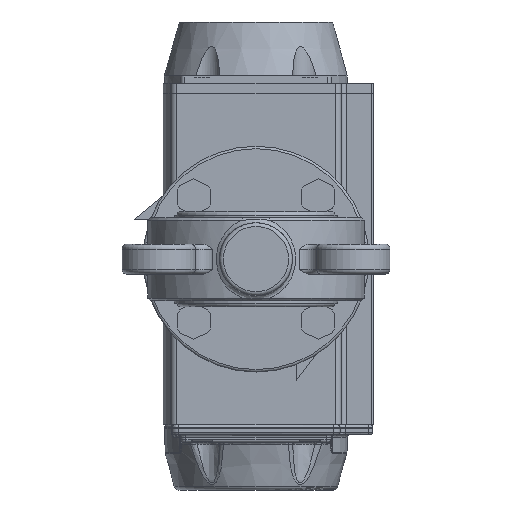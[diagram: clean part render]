
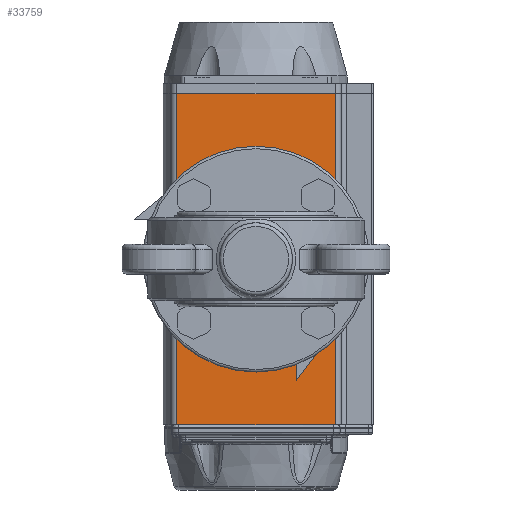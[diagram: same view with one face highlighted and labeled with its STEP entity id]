
A CAD part, front view. The second image highlights one B-rep face of the part: STEP entity #33759.
In plain terms, the highlighted planar face has unit normal (0, -1, 0).
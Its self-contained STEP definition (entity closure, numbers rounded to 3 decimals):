
#869=PLANE('',#39050);
#2938=LINE('',#71302,#4881);
#2940=LINE('',#71309,#4883);
#2952=LINE('',#71361,#4895);
#2953=LINE('',#71367,#4896);
#4881=VECTOR('',#45860,1000.);
#4883=VECTOR('',#45866,1000.);
#4895=VECTOR('',#45912,1000.);
#4896=VECTOR('',#45915,1000.);
#14109=ORIENTED_EDGE('',*,*,#20541,.F.);
#14110=ORIENTED_EDGE('',*,*,#20571,.T.);
#14111=ORIENTED_EDGE('',*,*,#20544,.T.);
#14112=ORIENTED_EDGE('',*,*,#20569,.F.);
#14113=ORIENTED_EDGE('',*,*,#20437,.T.);
#14114=ORIENTED_EDGE('',*,*,#20462,.T.);
#14115=ORIENTED_EDGE('',*,*,#20464,.T.);
#14116=ORIENTED_EDGE('',*,*,#20466,.T.);
#14117=ORIENTED_EDGE('',*,*,#20468,.T.);
#14118=ORIENTED_EDGE('',*,*,#20470,.T.);
#14119=ORIENTED_EDGE('',*,*,#20472,.T.);
#14120=ORIENTED_EDGE('',*,*,#20474,.T.);
#14121=ORIENTED_EDGE('',*,*,#20476,.T.);
#20437=EDGE_CURVE('',#24199,#24199,#26377,.T.);
#20462=EDGE_CURVE('',#24224,#24224,#26402,.T.);
#20464=EDGE_CURVE('',#24226,#24226,#26404,.T.);
#20466=EDGE_CURVE('',#24228,#24228,#26406,.T.);
#20468=EDGE_CURVE('',#24230,#24230,#26408,.T.);
#20470=EDGE_CURVE('',#24232,#24232,#26410,.T.);
#20472=EDGE_CURVE('',#24234,#24234,#26412,.T.);
#20474=EDGE_CURVE('',#24236,#24236,#26414,.T.);
#20476=EDGE_CURVE('',#24238,#24238,#26416,.T.);
#20541=EDGE_CURVE('',#24316,#24291,#2938,.T.);
#20544=EDGE_CURVE('',#24320,#24319,#2940,.T.);
#20569=EDGE_CURVE('',#24291,#24319,#2952,.T.);
#20571=EDGE_CURVE('',#24316,#24320,#2953,.T.);
#24199=VERTEX_POINT('',#71016);
#24224=VERTEX_POINT('',#71079);
#24226=VERTEX_POINT('',#71084);
#24228=VERTEX_POINT('',#71089);
#24230=VERTEX_POINT('',#71094);
#24232=VERTEX_POINT('',#71099);
#24234=VERTEX_POINT('',#71104);
#24236=VERTEX_POINT('',#71109);
#24238=VERTEX_POINT('',#71114);
#24291=VERTEX_POINT('',#71251);
#24316=VERTEX_POINT('',#71301);
#24319=VERTEX_POINT('',#71308);
#24320=VERTEX_POINT('',#71310);
#26377=CIRCLE('',#38879,14.635);
#26402=CIRCLE('',#38917,3.324);
#26404=CIRCLE('',#38920,3.324);
#26406=CIRCLE('',#38923,3.324);
#26408=CIRCLE('',#38926,3.324);
#26410=CIRCLE('',#38929,2.459);
#26412=CIRCLE('',#38932,2.459);
#26414=CIRCLE('',#38935,2.459);
#26416=CIRCLE('',#38938,2.459);
#28665=EDGE_LOOP('',(#14109,#14110,#14111,#14112));
#28666=EDGE_LOOP('',(#14113));
#28667=EDGE_LOOP('',(#14114));
#28668=EDGE_LOOP('',(#14115));
#28669=EDGE_LOOP('',(#14116));
#28670=EDGE_LOOP('',(#14117));
#28671=EDGE_LOOP('',(#14118));
#28672=EDGE_LOOP('',(#14119));
#28673=EDGE_LOOP('',(#14120));
#28674=EDGE_LOOP('',(#14121));
#31276=FACE_BOUND('',#28665,.T.);
#31277=FACE_BOUND('',#28666,.T.);
#31278=FACE_BOUND('',#28667,.T.);
#31279=FACE_BOUND('',#28668,.T.);
#31280=FACE_BOUND('',#28669,.T.);
#31281=FACE_BOUND('',#28670,.T.);
#31282=FACE_BOUND('',#28671,.T.);
#31283=FACE_BOUND('',#28672,.T.);
#31284=FACE_BOUND('',#28673,.T.);
#31285=FACE_BOUND('',#28674,.T.);
#33759=ADVANCED_FACE('',(#31276,#31277,#31278,#31279,#31280,#31281,#31282,
#31283,#31284,#31285),#869,.T.);
#38879=AXIS2_PLACEMENT_3D('',#71015,#45543,#45544);
#38917=AXIS2_PLACEMENT_3D('',#71078,#45619,#45620);
#38920=AXIS2_PLACEMENT_3D('',#71083,#45625,#45626);
#38923=AXIS2_PLACEMENT_3D('',#71088,#45631,#45632);
#38926=AXIS2_PLACEMENT_3D('',#71093,#45637,#45638);
#38929=AXIS2_PLACEMENT_3D('',#71098,#45643,#45644);
#38932=AXIS2_PLACEMENT_3D('',#71103,#45649,#45650);
#38935=AXIS2_PLACEMENT_3D('',#71108,#45655,#45656);
#38938=AXIS2_PLACEMENT_3D('',#71113,#45661,#45662);
#39050=AXIS2_PLACEMENT_3D('',#71366,#45913,#45914);
#45543=DIRECTION('',(0.,1.,0.));
#45544=DIRECTION('',(1.,0.,0.));
#45619=DIRECTION('',(0.,1.,0.));
#45620=DIRECTION('',(1.,0.,0.));
#45625=DIRECTION('',(0.,1.,0.));
#45626=DIRECTION('',(1.,0.,0.));
#45631=DIRECTION('',(0.,1.,0.));
#45632=DIRECTION('',(1.,0.,0.));
#45637=DIRECTION('',(0.,1.,0.));
#45638=DIRECTION('',(1.,0.,0.));
#45643=DIRECTION('',(0.,1.,0.));
#45644=DIRECTION('',(1.,0.,0.));
#45649=DIRECTION('',(0.,1.,0.));
#45650=DIRECTION('',(1.,0.,0.));
#45655=DIRECTION('',(0.,1.,0.));
#45656=DIRECTION('',(1.,0.,0.));
#45661=DIRECTION('',(0.,1.,0.));
#45662=DIRECTION('',(1.,0.,0.));
#45860=DIRECTION('',(1.,0.,0.));
#45866=DIRECTION('',(1.,0.,0.));
#45912=DIRECTION('',(0.,0.,-1.));
#45913=DIRECTION('',(0.,-1.,0.));
#45914=DIRECTION('',(-1.,0.,0.));
#45915=DIRECTION('',(0.,0.,-1.));
#71015=CARTESIAN_POINT('',(0.,-44.471,66.));
#71016=CARTESIAN_POINT('',(14.635,-44.471,66.));
#71078=CARTESIAN_POINT('',(-24.749,-44.471,41.251));
#71079=CARTESIAN_POINT('',(-21.425,-44.471,41.251));
#71083=CARTESIAN_POINT('',(24.749,-44.471,41.251));
#71084=CARTESIAN_POINT('',(28.072,-44.471,41.251));
#71088=CARTESIAN_POINT('',(24.749,-44.471,90.749));
#71089=CARTESIAN_POINT('',(28.072,-44.471,90.749));
#71093=CARTESIAN_POINT('',(-24.749,-44.471,90.749));
#71094=CARTESIAN_POINT('',(-21.425,-44.471,90.749));
#71098=CARTESIAN_POINT('',(-17.678,-44.471,83.678));
#71099=CARTESIAN_POINT('',(-15.219,-44.471,83.678));
#71103=CARTESIAN_POINT('',(-17.678,-44.471,48.322));
#71104=CARTESIAN_POINT('',(-15.219,-44.471,48.322));
#71108=CARTESIAN_POINT('',(17.678,-44.471,48.322));
#71109=CARTESIAN_POINT('',(20.136,-44.471,48.322));
#71113=CARTESIAN_POINT('',(17.678,-44.471,83.678));
#71114=CARTESIAN_POINT('',(20.136,-44.471,83.678));
#71251=CARTESIAN_POINT('',(31.5,-44.471,132.));
#71301=CARTESIAN_POINT('',(-31.5,-44.471,132.));
#71302=CARTESIAN_POINT('',(5.25,-44.471,132.));
#71308=CARTESIAN_POINT('',(31.5,-44.471,0.));
#71309=CARTESIAN_POINT('',(5.25,-44.471,0.));
#71310=CARTESIAN_POINT('',(-31.5,-44.471,0.));
#71361=CARTESIAN_POINT('',(31.5,-44.471,0.));
#71366=CARTESIAN_POINT('',(-31.5,-44.471,0.));
#71367=CARTESIAN_POINT('',(-31.5,-44.471,0.));
